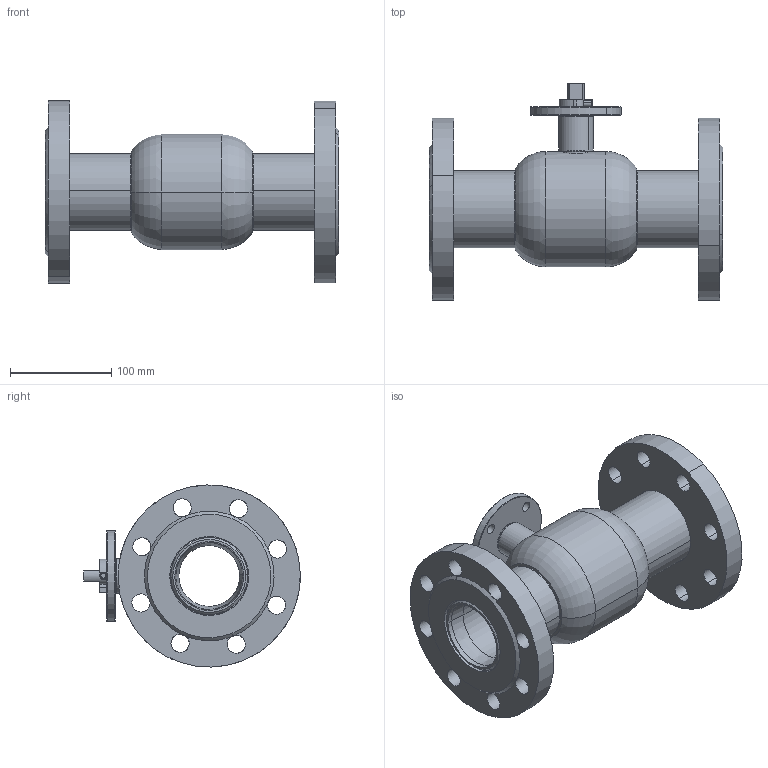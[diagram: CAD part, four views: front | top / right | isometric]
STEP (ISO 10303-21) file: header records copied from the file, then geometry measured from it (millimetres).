
FILE_DESCRIPTION (( 'STEP AP214' ), '1' );
FILE_NAME ('DN65法兰球阀PN25.STEP', '2024-03-31T07:48:13', ( '' ), ( '' ), 'SwSTEP 2.0', 'SolidWorks 2019', '' );
FILE_SCHEMA (( 'AUTOMOTIVE_DESIGN' ));
Length unit declared in the file: millimetre
Products named in the file (8): DN65楊擘⑩概PN25; Q61F-65-5粣杶; 65楊擘2.5; 65Q61F16C-02; DN65概极; 65攫; Q61F-65-16詩种; 65概裝
Assembly tree (9 placements, depth 2):
  DN65楊擘⑩概PN25
    DN65概极
    65Q61F16C-02  x2
    Q61F-65-5粣杶
    65概裝
    Q61F-65-16詩种
    65攫
    65楊擘2.5  x2
Bounding box: 290 x 213.97 x 179.93 mm (x, y, z)
Volume: 1355212.8 mm3; surface area: 353464.9 mm2
Topology: 9 solids, 9 shells, 240 faces, 578 edges, 352 vertices
Faces by surface type: cylinder 121, plane 63, cone 30, torus 22, bspline 4
Entity records: 9064 total; most frequent: CARTESIAN_POINT 4042, DIRECTION 1032, ORIENTED_EDGE 852, AXIS2_PLACEMENT_3D 446, EDGE_CURVE 426, VERTEX_POINT 262, CIRCLE 258, EDGE_LOOP 220
